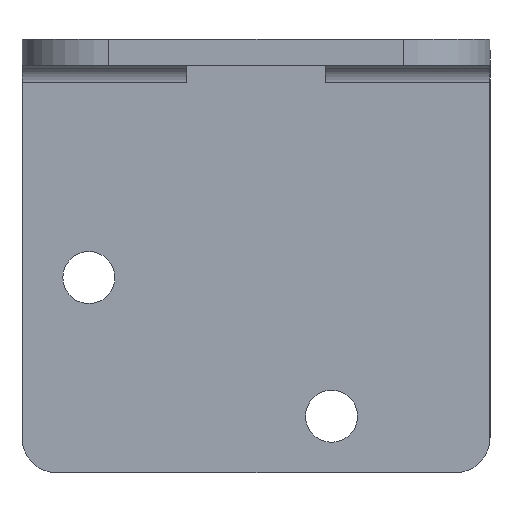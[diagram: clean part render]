
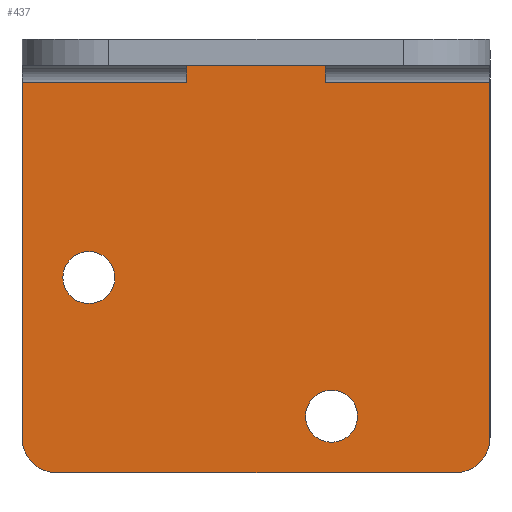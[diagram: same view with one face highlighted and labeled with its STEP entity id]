
A CAD part, left-side view. The second image highlights one B-rep face of the part: STEP entity #437.
In plain terms, the highlighted planar face has unit normal (-1, 0, 0).
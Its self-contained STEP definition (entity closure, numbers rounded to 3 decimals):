
#15=FACE_BOUND('',#63,.T.);
#16=FACE_BOUND('',#64,.T.);
#28=PLANE('',#465);
#40=FACE_OUTER_BOUND('',#62,.T.);
#62=EDGE_LOOP('',(#312,#313,#314,#315,#316,#317,#318,#319,#320,#321));
#63=EDGE_LOOP('',(#322));
#64=EDGE_LOOP('',(#323));
#96=LINE('',#649,#134);
#101=LINE('',#663,#139);
#102=LINE('',#667,#140);
#103=LINE('',#669,#141);
#104=LINE('',#671,#142);
#105=LINE('',#673,#143);
#106=LINE('',#675,#144);
#107=LINE('',#676,#145);
#134=VECTOR('',#517,10.);
#139=VECTOR('',#528,10.);
#140=VECTOR('',#531,10.);
#141=VECTOR('',#532,10.);
#142=VECTOR('',#533,10.);
#143=VECTOR('',#534,10.);
#144=VECTOR('',#535,10.);
#145=VECTOR('',#536,10.);
#170=CIRCLE('',#460,2.);
#174=CIRCLE('',#466,2.);
#175=CIRCLE('',#467,1.5);
#176=CIRCLE('',#468,1.5);
#194=VERTEX_POINT('',#639);
#195=VERTEX_POINT('',#640);
#198=VERTEX_POINT('',#648);
#204=VERTEX_POINT('',#662);
#205=VERTEX_POINT('',#664);
#206=VERTEX_POINT('',#666);
#207=VERTEX_POINT('',#668);
#208=VERTEX_POINT('',#670);
#209=VERTEX_POINT('',#672);
#210=VERTEX_POINT('',#674);
#211=VERTEX_POINT('',#677);
#212=VERTEX_POINT('',#679);
#238=EDGE_CURVE('',#194,#195,#170,.T.);
#242=EDGE_CURVE('',#195,#198,#96,.T.);
#249=EDGE_CURVE('',#204,#194,#101,.T.);
#250=EDGE_CURVE('',#205,#204,#174,.T.);
#251=EDGE_CURVE('',#206,#205,#102,.T.);
#252=EDGE_CURVE('',#207,#206,#103,.T.);
#253=EDGE_CURVE('',#207,#208,#104,.T.);
#254=EDGE_CURVE('',#209,#208,#105,.T.);
#255=EDGE_CURVE('',#210,#209,#106,.T.);
#256=EDGE_CURVE('',#198,#210,#107,.T.);
#257=EDGE_CURVE('',#211,#211,#175,.T.);
#258=EDGE_CURVE('',#212,#212,#176,.T.);
#312=ORIENTED_EDGE('',*,*,#238,.F.);
#313=ORIENTED_EDGE('',*,*,#249,.F.);
#314=ORIENTED_EDGE('',*,*,#250,.F.);
#315=ORIENTED_EDGE('',*,*,#251,.F.);
#316=ORIENTED_EDGE('',*,*,#252,.F.);
#317=ORIENTED_EDGE('',*,*,#253,.T.);
#318=ORIENTED_EDGE('',*,*,#254,.F.);
#319=ORIENTED_EDGE('',*,*,#255,.F.);
#320=ORIENTED_EDGE('',*,*,#256,.F.);
#321=ORIENTED_EDGE('',*,*,#242,.F.);
#322=ORIENTED_EDGE('',*,*,#257,.T.);
#323=ORIENTED_EDGE('',*,*,#258,.T.);
#437=ADVANCED_FACE('',(#40,#15,#16),#28,.T.);
#460=AXIS2_PLACEMENT_3D('',#641,#509,#510);
#465=AXIS2_PLACEMENT_3D('',#661,#526,#527);
#466=AXIS2_PLACEMENT_3D('',#665,#529,#530);
#467=AXIS2_PLACEMENT_3D('',#678,#537,#538);
#468=AXIS2_PLACEMENT_3D('',#680,#539,#540);
#509=DIRECTION('center_axis',(1.,0.,0.));
#510=DIRECTION('ref_axis',(0.,0.707,-0.707));
#517=DIRECTION('',(0.,0.,1.));
#526=DIRECTION('center_axis',(-1.,0.,0.));
#527=DIRECTION('ref_axis',(0.,0.,1.));
#528=DIRECTION('',(0.,1.,0.));
#529=DIRECTION('center_axis',(1.,0.,0.));
#530=DIRECTION('ref_axis',(0.,-0.707,-0.707));
#531=DIRECTION('',(0.,0.,-1.));
#532=DIRECTION('',(0.,-1.,0.));
#533=DIRECTION('',(0.,0.,1.));
#534=DIRECTION('',(0.,-1.,0.));
#535=DIRECTION('',(0.,0.,1.));
#536=DIRECTION('',(0.,-1.,0.));
#537=DIRECTION('center_axis',(1.,0.,0.));
#538=DIRECTION('ref_axis',(0.,0.,-1.));
#539=DIRECTION('center_axis',(1.,0.,0.));
#540=DIRECTION('ref_axis',(0.,0.,-1.));
#639=CARTESIAN_POINT('',(-1.5,11.5,-25.));
#640=CARTESIAN_POINT('',(-1.5,13.5,-23.));
#641=CARTESIAN_POINT('Origin',(-1.5,11.5,-23.));
#648=CARTESIAN_POINT('',(-1.5,13.5,-2.5));
#649=CARTESIAN_POINT('',(-1.5,13.5,-25.));
#661=CARTESIAN_POINT('Origin',(-1.5,0.,-25.));
#662=CARTESIAN_POINT('',(-1.5,-11.5,-25.));
#663=CARTESIAN_POINT('',(-1.5,0.,-25.));
#664=CARTESIAN_POINT('',(-1.5,-13.5,-23.));
#665=CARTESIAN_POINT('Origin',(-1.5,-11.5,-23.));
#666=CARTESIAN_POINT('',(-1.5,-13.5,-2.5));
#667=CARTESIAN_POINT('',(-1.5,-13.5,-25.));
#668=CARTESIAN_POINT('',(-1.5,-4.,-2.5));
#669=CARTESIAN_POINT('',(-1.5,0.,-2.5));
#670=CARTESIAN_POINT('',(-1.5,-4.,-0.402));
#671=CARTESIAN_POINT('',(-1.5,-4.,-1.5));
#672=CARTESIAN_POINT('',(-1.5,4.,-0.402));
#673=CARTESIAN_POINT('',(-1.5,0.,-0.402));
#674=CARTESIAN_POINT('',(-1.5,4.,-2.5));
#675=CARTESIAN_POINT('',(-1.5,4.,-1.5));
#676=CARTESIAN_POINT('',(-1.5,0.,-2.5));
#677=CARTESIAN_POINT('',(-1.5,-4.359,-20.243));
#678=CARTESIAN_POINT('Origin',(-1.5,-4.359,-21.743));
#679=CARTESIAN_POINT('',(-1.5,9.641,-12.243));
#680=CARTESIAN_POINT('Origin',(-1.5,9.641,-13.743));
